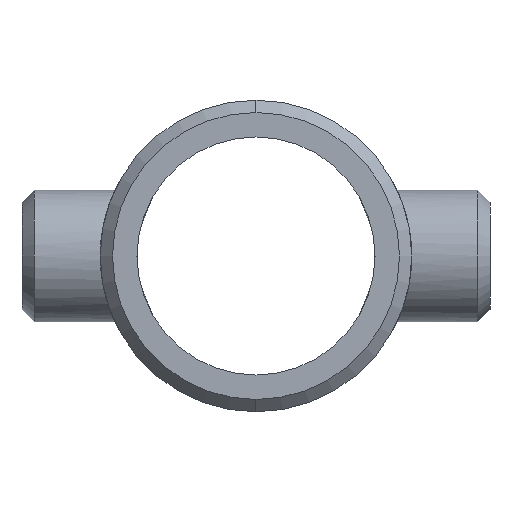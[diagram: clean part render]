
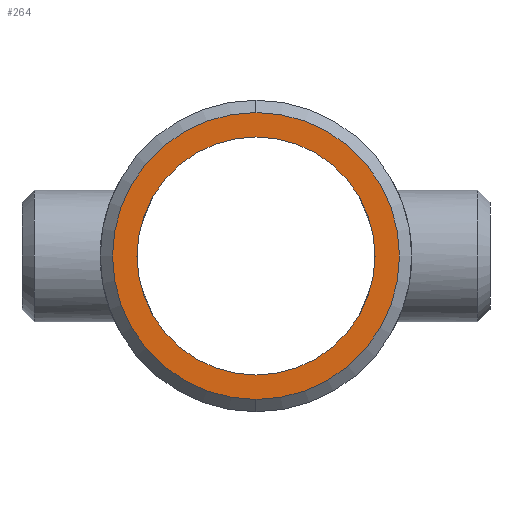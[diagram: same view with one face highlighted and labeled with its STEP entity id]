
A CAD part, left-side view. The second image highlights one B-rep face of the part: STEP entity #264.
In plain terms, the highlighted planar face has unit normal (-1, 0, 0).
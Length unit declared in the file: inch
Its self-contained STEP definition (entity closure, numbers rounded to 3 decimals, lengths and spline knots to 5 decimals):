
#4 = CARTESIAN_POINT ( 'NONE',  ( -4.12, 0., 0. ) ) ;
#56 = VERTEX_POINT ( 'NONE', #872 ) ;
#63 = EDGE_LOOP ( 'NONE', ( #770, #593 ) ) ;
#129 = DIRECTION ( 'NONE',  ( -1., 0., 0. ) ) ;
#133 = AXIS2_PLACEMENT_3D ( 'NONE', #230, #150, #860 ) ;
#136 = PLANE ( 'NONE',  #243 ) ;
#149 = CIRCLE ( 'NONE', #797, 2.073 ) ;
#150 = DIRECTION ( 'NONE',  ( 1., 0., 0. ) ) ;
#183 = CARTESIAN_POINT ( 'NONE',  ( -4.12, 0., 0. ) ) ;
#230 = CARTESIAN_POINT ( 'NONE',  ( -4.12, 0., 0. ) ) ;
#243 = AXIS2_PLACEMENT_3D ( 'NONE', #849, #129, #1125 ) ;
#251 = EDGE_CURVE ( 'NONE', #818, #56, #866, .T. ) ;
#264 = ADVANCED_FACE ( 'NONE', ( #775, #676 ), #136, .T. ) ;
#334 = VERTEX_POINT ( 'NONE', #461 ) ;
#367 = CIRCLE ( 'NONE', #1011, 2.073 ) ;
#446 = ORIENTED_EDGE ( 'NONE', *, *, #251, .T. ) ;
#461 = CARTESIAN_POINT ( 'NONE',  ( -4.12, 0., 2.073 ) ) ;
#523 = CARTESIAN_POINT ( 'NONE',  ( -4.12, 0., -2.073 ) ) ;
#524 = AXIS2_PLACEMENT_3D ( 'NONE', #183, #526, #887 ) ;
#526 = DIRECTION ( 'NONE',  ( 1., 0., 0. ) ) ;
#534 = DIRECTION ( 'NONE',  ( 0., 0., 1. ) ) ;
#546 = VERTEX_POINT ( 'NONE', #523 ) ;
#593 = ORIENTED_EDGE ( 'NONE', *, *, #984, .T. ) ;
#671 = CIRCLE ( 'NONE', #524, 1.719 ) ;
#676 = FACE_BOUND ( 'NONE', #681, .T. ) ;
#681 = EDGE_LOOP ( 'NONE', ( #446, #1075 ) ) ;
#770 = ORIENTED_EDGE ( 'NONE', *, *, #788, .T. ) ;
#775 = FACE_OUTER_BOUND ( 'NONE', #63, .T. ) ;
#788 = EDGE_CURVE ( 'NONE', #546, #334, #149, .T. ) ;
#797 = AXIS2_PLACEMENT_3D ( 'NONE', #1086, #852, #1091 ) ;
#818 = VERTEX_POINT ( 'NONE', #1027 ) ;
#849 = CARTESIAN_POINT ( 'NONE',  ( -4.12, 0., 0. ) ) ;
#852 = DIRECTION ( 'NONE',  ( -1., 0., 0. ) ) ;
#860 = DIRECTION ( 'NONE',  ( 0., 0., 1. ) ) ;
#866 = CIRCLE ( 'NONE', #133, 1.719 ) ;
#872 = CARTESIAN_POINT ( 'NONE',  ( -4.12, 0., -1.719 ) ) ;
#887 = DIRECTION ( 'NONE',  ( 0., 0., 1. ) ) ;
#971 = DIRECTION ( 'NONE',  ( -1., 0., 0. ) ) ;
#984 = EDGE_CURVE ( 'NONE', #334, #546, #367, .T. ) ;
#992 = EDGE_CURVE ( 'NONE', #56, #818, #671, .T. ) ;
#1011 = AXIS2_PLACEMENT_3D ( 'NONE', #4, #971, #534 ) ;
#1027 = CARTESIAN_POINT ( 'NONE',  ( -4.12, 0., 1.719 ) ) ;
#1075 = ORIENTED_EDGE ( 'NONE', *, *, #992, .T. ) ;
#1086 = CARTESIAN_POINT ( 'NONE',  ( -4.12, 0., 0. ) ) ;
#1091 = DIRECTION ( 'NONE',  ( 0., 0., 1. ) ) ;
#1125 = DIRECTION ( 'NONE',  ( 0., 0., -1. ) ) ;
